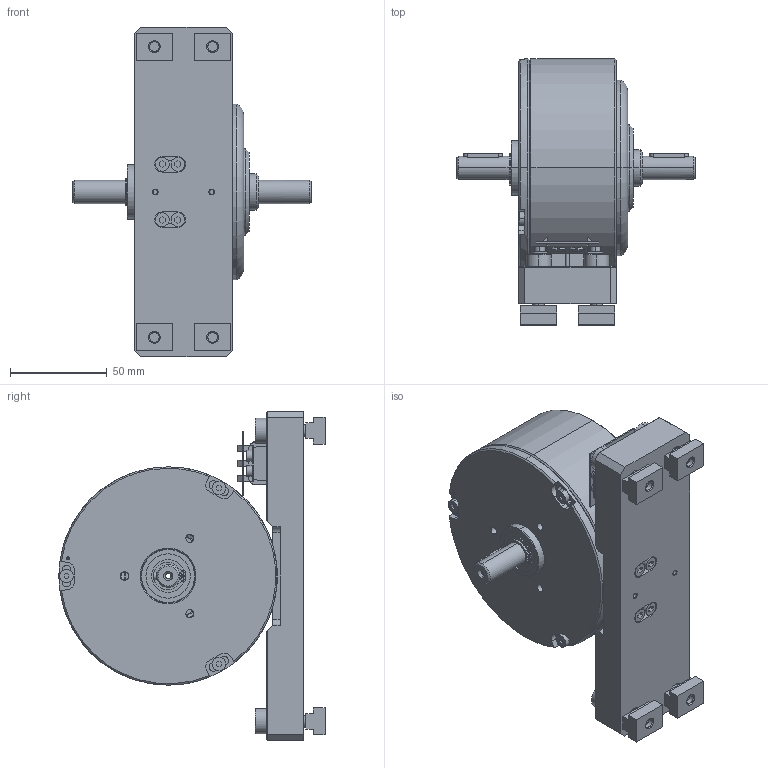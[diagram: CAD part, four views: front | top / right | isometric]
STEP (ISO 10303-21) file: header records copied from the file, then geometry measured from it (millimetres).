
FILE_DESCRIPTION (( 'STEP AP214' ), '1' );
FILE_NAME ('CHB-1.5_EF.STEP', '2018-10-04T11:48:26', ( 'magtrol' ), ( '' ), 'SwSTEP 2.0', 'SolidWorks 2018', '' );
FILE_SCHEMA (( 'AUTOMOTIVE_DESIGN' ));
Length unit declared in the file: inch
Products named in the file (1): CHB-1.5_EF
Bounding box: 123.11 x 137.35 x 170 mm (x, y, z)
Surface area: 98368.8 mm2 (no closed solid volume)
Topology: 0 solids, 49 shells, 565 faces, 2047 edges, 1531 vertices
Faces by surface type: plane 295, cylinder 188, cone 70, torus 12
Entity records: 29767 total; most frequent: CARTESIAN_POINT 4861, DIRECTION 3702, ORIENTED_EDGE 3179, EDGE_CURVE 2045, VERTEX_POINT 1531, AXIS2_PLACEMENT_3D 1276, VECTOR 1150, LINE 1150
